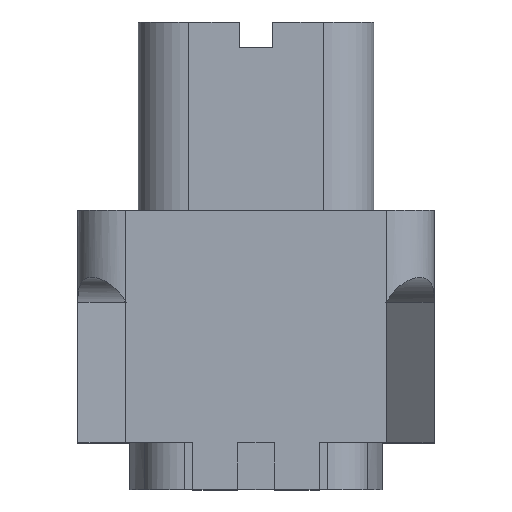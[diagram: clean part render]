
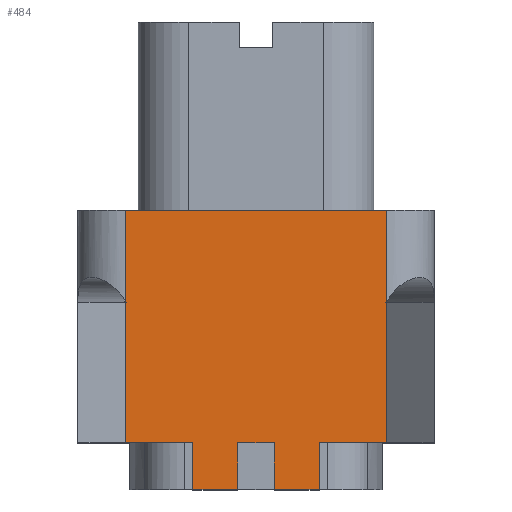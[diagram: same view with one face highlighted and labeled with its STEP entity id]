
A CAD part, top view. The second image highlights one B-rep face of the part: STEP entity #484.
In plain terms, the highlighted planar face has unit normal (0, 0, 1).
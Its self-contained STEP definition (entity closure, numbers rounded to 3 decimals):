
#63 = VECTOR ( 'NONE', #861, 1000. ) ;
#65 = VECTOR ( 'NONE', #866, 1000. ) ;
#66 = VECTOR ( 'NONE', #870, 1000. ) ;
#67 = VECTOR ( 'NONE', #872, 1000. ) ;
#69 = VECTOR ( 'NONE', #874, 1000. ) ;
#71 = VECTOR ( 'NONE', #879, 1000. ) ;
#72 = VECTOR ( 'NONE', #881, 1000. ) ;
#73 = VECTOR ( 'NONE', #883, 1000. ) ;
#74 = VECTOR ( 'NONE', #885, 1000. ) ;
#76 = VECTOR ( 'NONE', #887, 1000. ) ;
#78 = VECTOR ( 'NONE', #889, 1000. ) ;
#80 = VECTOR ( 'NONE', #891, 1000. ) ;
#138 = EDGE_CURVE ( 'NONE', #2044, #2045, #2538, .T. ) ;
#139 = EDGE_CURVE ( 'NONE', #2044, #2043, #2539, .T. ) ;
#140 = EDGE_CURVE ( 'NONE', #2043, #2042, #2540, .T. ) ;
#141 = EDGE_CURVE ( 'NONE', #2042, #2041, #2541, .T. ) ;
#142 = EDGE_CURVE ( 'NONE', #2040, #2041, #2542, .T. ) ;
#143 = EDGE_CURVE ( 'NONE', #2040, #2039, #2543, .T. ) ;
#144 = EDGE_CURVE ( 'NONE', #2038, #2039, #2544, .T. ) ;
#145 = EDGE_CURVE ( 'NONE', #2037, #2038, #2545, .T. ) ;
#146 = EDGE_CURVE ( 'NONE', #2036, #2037, #2546, .T. ) ;
#147 = EDGE_CURVE ( 'NONE', #2036, #2032, #2547, .T. ) ;
#148 = EDGE_CURVE ( 'NONE', #2031, #2032, #2548, .T. ) ;
#149 = EDGE_CURVE ( 'NONE', #2045, #2031, #2549, .T. ) ;
#484 = ADVANCED_FACE ( 'NONE', ( #1929 ), #2975, .F. ) ;
#861 = DIRECTION ( 'NONE',  ( 0., -1., 0. ) ) ;
#862 = CARTESIAN_POINT ( 'NONE',  ( 3.725, -13.7, 10.5 ) ) ;
#866 = DIRECTION ( 'NONE',  ( -1., 0., 0. ) ) ;
#867 = CARTESIAN_POINT ( 'NONE',  ( -10.5, -16.45, 10.5 ) ) ;
#870 = DIRECTION ( 'NONE',  ( 0., -1., 0. ) ) ;
#871 = CARTESIAN_POINT ( 'NONE',  ( 1.075, -13.7, 10.5 ) ) ;
#872 = DIRECTION ( 'NONE',  ( -1., 0., 0. ) ) ;
#873 = CARTESIAN_POINT ( 'NONE',  ( -10.5, -13.7, 10.5 ) ) ;
#874 = DIRECTION ( 'NONE',  ( 0., -1., 0. ) ) ;
#877 = CARTESIAN_POINT ( 'NONE',  ( -1.075, -13.7, 10.5 ) ) ;
#879 = DIRECTION ( 'NONE',  ( -1., 0., 0. ) ) ;
#880 = CARTESIAN_POINT ( 'NONE',  ( -10.5, -16.45, 10.5 ) ) ;
#881 = DIRECTION ( 'NONE',  ( 0., -1., 0. ) ) ;
#882 = CARTESIAN_POINT ( 'NONE',  ( -3.725, -13.7, 10.5 ) ) ;
#883 = DIRECTION ( 'NONE',  ( -1., 0., 0. ) ) ;
#884 = CARTESIAN_POINT ( 'NONE',  ( -10.5, -13.7, 10.5 ) ) ;
#885 = DIRECTION ( 'NONE',  ( 0., -1., 0. ) ) ;
#886 = CARTESIAN_POINT ( 'NONE',  ( -7.7, -16.45, 10.5 ) ) ;
#887 = DIRECTION ( 'NONE',  ( -1., 0., 0. ) ) ;
#888 = CARTESIAN_POINT ( 'NONE',  ( -10.5, 0., 10.5 ) ) ;
#889 = DIRECTION ( 'NONE',  ( 0., 1., 0. ) ) ;
#890 = CARTESIAN_POINT ( 'NONE',  ( 7.7, -16.45, 10.5 ) ) ;
#891 = DIRECTION ( 'NONE',  ( -1., 0., 0. ) ) ;
#892 = CARTESIAN_POINT ( 'NONE',  ( -10.5, -13.7, 10.5 ) ) ;
#1635 = AXIS2_PLACEMENT_3D ( 'NONE', #2976, #2977, #2978 ) ;
#1929 = FACE_OUTER_BOUND ( 'NONE', #2368, .T. ) ;
#2031 = VERTEX_POINT ( 'NONE', #3104 ) ;
#2032 = VERTEX_POINT ( 'NONE', #3105 ) ;
#2036 = VERTEX_POINT ( 'NONE', #3109 ) ;
#2037 = VERTEX_POINT ( 'NONE', #3110 ) ;
#2038 = VERTEX_POINT ( 'NONE', #3111 ) ;
#2039 = VERTEX_POINT ( 'NONE', #3112 ) ;
#2040 = VERTEX_POINT ( 'NONE', #3113 ) ;
#2041 = VERTEX_POINT ( 'NONE', #3114 ) ;
#2042 = VERTEX_POINT ( 'NONE', #3115 ) ;
#2043 = VERTEX_POINT ( 'NONE', #3116 ) ;
#2044 = VERTEX_POINT ( 'NONE', #3117 ) ;
#2045 = VERTEX_POINT ( 'NONE', #3118 ) ;
#2368 = EDGE_LOOP ( 'NONE', ( #2472, #2469, #2470, #2468, #2467, #2466, #2465, #2464, #2463, #2462, #2461, #2460 ) ) ;
#2460 = ORIENTED_EDGE ( 'NONE', *, *, #149, .F. ) ;
#2461 = ORIENTED_EDGE ( 'NONE', *, *, #148, .F. ) ;
#2462 = ORIENTED_EDGE ( 'NONE', *, *, #147, .T. ) ;
#2463 = ORIENTED_EDGE ( 'NONE', *, *, #146, .F. ) ;
#2464 = ORIENTED_EDGE ( 'NONE', *, *, #145, .F. ) ;
#2465 = ORIENTED_EDGE ( 'NONE', *, *, #144, .F. ) ;
#2466 = ORIENTED_EDGE ( 'NONE', *, *, #143, .T. ) ;
#2467 = ORIENTED_EDGE ( 'NONE', *, *, #142, .F. ) ;
#2468 = ORIENTED_EDGE ( 'NONE', *, *, #141, .T. ) ;
#2469 = ORIENTED_EDGE ( 'NONE', *, *, #139, .T. ) ;
#2470 = ORIENTED_EDGE ( 'NONE', *, *, #140, .T. ) ;
#2472 = ORIENTED_EDGE ( 'NONE', *, *, #138, .F. ) ;
#2538 = LINE ( 'NONE', #892, #80 ) ;
#2539 = LINE ( 'NONE', #890, #78 ) ;
#2540 = LINE ( 'NONE', #888, #76 ) ;
#2541 = LINE ( 'NONE', #886, #74 ) ;
#2542 = LINE ( 'NONE', #884, #73 ) ;
#2543 = LINE ( 'NONE', #882, #72 ) ;
#2544 = LINE ( 'NONE', #880, #71 ) ;
#2545 = LINE ( 'NONE', #877, #69 ) ;
#2546 = LINE ( 'NONE', #873, #67 ) ;
#2547 = LINE ( 'NONE', #871, #66 ) ;
#2548 = LINE ( 'NONE', #867, #65 ) ;
#2549 = LINE ( 'NONE', #862, #63 ) ;
#2975 = PLANE ( 'NONE',  #1635 ) ;
#2976 = CARTESIAN_POINT ( 'NONE',  ( -10.5, -16.45, 10.5 ) ) ;
#2977 = DIRECTION ( 'NONE',  ( 0., 0., -1. ) ) ;
#2978 = DIRECTION ( 'NONE',  ( -1., 0., 0. ) ) ;
#3104 = CARTESIAN_POINT ( 'NONE',  ( 3.725, -16.45, 10.5 ) ) ;
#3105 = CARTESIAN_POINT ( 'NONE',  ( 1.075, -16.45, 10.5 ) ) ;
#3109 = CARTESIAN_POINT ( 'NONE',  ( 1.075, -13.7, 10.5 ) ) ;
#3110 = CARTESIAN_POINT ( 'NONE',  ( -1.075, -13.7, 10.5 ) ) ;
#3111 = CARTESIAN_POINT ( 'NONE',  ( -1.075, -16.45, 10.5 ) ) ;
#3112 = CARTESIAN_POINT ( 'NONE',  ( -3.725, -16.45, 10.5 ) ) ;
#3113 = CARTESIAN_POINT ( 'NONE',  ( -3.725, -13.7, 10.5 ) ) ;
#3114 = CARTESIAN_POINT ( 'NONE',  ( -7.7, -13.7, 10.5 ) ) ;
#3115 = CARTESIAN_POINT ( 'NONE',  ( -7.7, 0., 10.5 ) ) ;
#3116 = CARTESIAN_POINT ( 'NONE',  ( 7.7, 0., 10.5 ) ) ;
#3117 = CARTESIAN_POINT ( 'NONE',  ( 7.7, -13.7, 10.5 ) ) ;
#3118 = CARTESIAN_POINT ( 'NONE',  ( 3.725, -13.7, 10.5 ) ) ;
